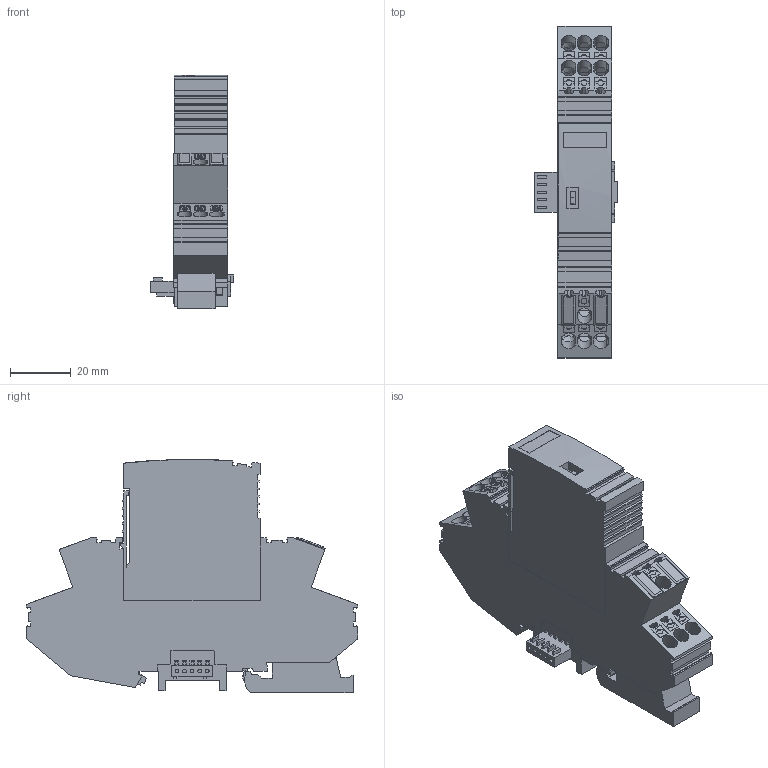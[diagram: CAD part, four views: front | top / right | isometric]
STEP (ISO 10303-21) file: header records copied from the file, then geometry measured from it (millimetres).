
FILE_DESCRIPTION(('Creo Elements/Direct Modeling STEP Export'),'2;1');
FILE_NAME('model.stp','2020-10-26T 8:43:32',(''),(''),'Creo Elements/Direct Modeling STEP processor for AP214 (Solid Model)','Creo Elements/Direct Modeling 20.1A 29-Sep-2018 (C) Parametric Technology GmbH','');
FILE_SCHEMA(('AUTOMOTIVE_DESIGN { 1 0 10303 214 1 1 1 1 }'));
Length unit declared in the file: millimetre
Products named in the file (2): PT_IQ_PTB_PT-select
Assembly tree (1 placements, depth 2):
  PT_IQ_PTB_PT-select
    PT_IQ_PTB_PT-select
Bounding box: 27.48 x 109.33 x 76.85 mm (x, y, z)
Volume: 94639.3 mm3; surface area: 24016.2 mm2
Topology: 1 solids, 1 shells, 963 faces, 2725 edges, 1808 vertices
Faces by surface type: plane 848, cylinder 81, torus 20, cone 10, extrusion 4
Entity records: 41725 total; most frequent: CARTESIAN_POINT 9497, ORIENTED_EDGE 5450, DIRECTION 4611, EDGE_CURVE 2725, VECTOR 2423, LINE 2419, VERTEX_POINT 1808, AXIS2_PLACEMENT_3D 1094
